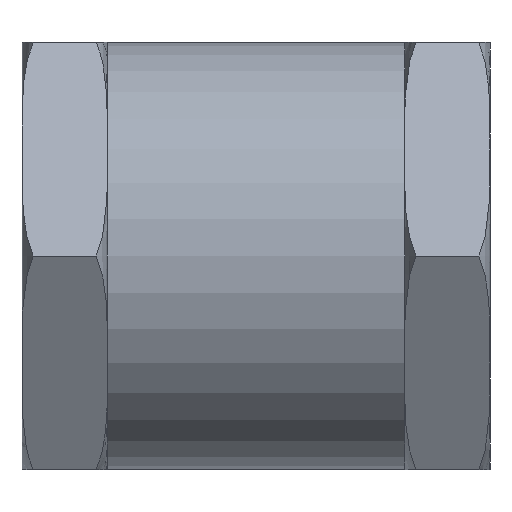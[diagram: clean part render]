
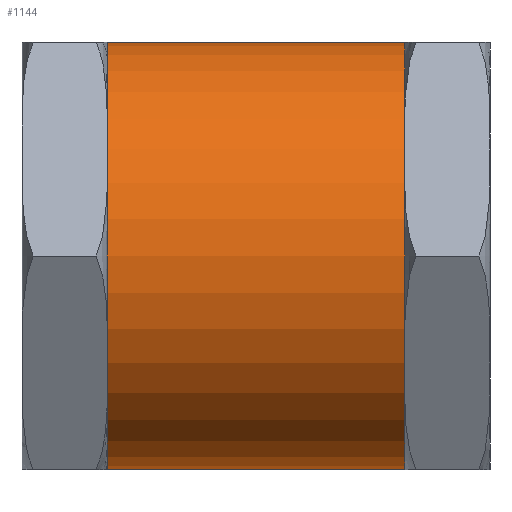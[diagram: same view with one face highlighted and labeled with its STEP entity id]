
A CAD part, left-side view. The second image highlights one B-rep face of the part: STEP entity #1144.
In plain terms, the highlighted cylindrical face has radius 15.875 mm (diameter 31.75 mm), a partial arc.
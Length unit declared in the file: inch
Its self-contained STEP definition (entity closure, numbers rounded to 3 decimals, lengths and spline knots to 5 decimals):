
#89=CARTESIAN_POINT('',(0.,-0.87,0.));
#90=DIRECTION('',(0.,1.,0.));
#91=DIRECTION('',(0.,0.,-1.));
#92=AXIS2_PLACEMENT_3D('',#89,#90,#91);
#94=CARTESIAN_POINT('',(0.,-0.87,0.));
#95=DIRECTION('',(0.,1.,0.));
#96=DIRECTION('',(-0.866,0.,-0.5));
#97=AXIS2_PLACEMENT_3D('',#94,#95,#96);
#99=CARTESIAN_POINT('',(0.,-0.87,0.));
#100=DIRECTION('',(0.,1.,0.));
#101=DIRECTION('',(-0.866,0.,0.5));
#102=AXIS2_PLACEMENT_3D('',#99,#100,#101);
#114=DIRECTION('',(0.,-1.,0.));
#115=VECTOR('',#114,0.87);
#116=CARTESIAN_POINT('',(0.,0.,-0.625));
#117=LINE('',#116,#115);
#118=CARTESIAN_POINT('',(0.,0.,0.));
#119=DIRECTION('',(0.,1.,0.));
#120=DIRECTION('',(0.,0.,-1.));
#121=AXIS2_PLACEMENT_3D('',#118,#119,#120);
#123=CARTESIAN_POINT('',(0.,0.,0.));
#124=DIRECTION('',(0.,1.,0.));
#125=DIRECTION('',(-0.866,0.,-0.5));
#126=AXIS2_PLACEMENT_3D('',#123,#124,#125);
#128=CARTESIAN_POINT('',(0.,0.,0.));
#129=DIRECTION('',(0.,1.,0.));
#130=DIRECTION('',(-0.866,0.,0.5));
#131=AXIS2_PLACEMENT_3D('',#128,#129,#130);
#192=DIRECTION('',(0.,-1.,0.));
#193=VECTOR('',#192,0.87);
#194=CARTESIAN_POINT('',(0.,0.,0.625));
#195=LINE('',#194,#193);
#905=CARTESIAN_POINT('',(0.,0.,-0.625));
#906=CARTESIAN_POINT('',(-0.54127,0.,-0.3125));
#907=VERTEX_POINT('',#905);
#908=VERTEX_POINT('',#906);
#909=CARTESIAN_POINT('',(-0.54127,0.,0.3125));
#910=VERTEX_POINT('',#909);
#911=CARTESIAN_POINT('',(0.,0.,0.625));
#912=VERTEX_POINT('',#911);
#917=CARTESIAN_POINT('',(0.,-0.87,-0.625));
#918=CARTESIAN_POINT('',(-0.54127,-0.87,-0.3125));
#919=VERTEX_POINT('',#917);
#920=VERTEX_POINT('',#918);
#921=CARTESIAN_POINT('',(-0.54127,-0.87,0.3125));
#922=VERTEX_POINT('',#921);
#923=CARTESIAN_POINT('',(0.,-0.87,0.625));
#924=VERTEX_POINT('',#923);
#1124=CARTESIAN_POINT('',(0.,0.065,0.));
#1125=DIRECTION('',(0.,1.,0.));
#1126=DIRECTION('',(0.,0.,-1.));
#1127=AXIS2_PLACEMENT_3D('',#1124,#1125,#1126);
#1128=CYLINDRICAL_SURFACE('',#1127,0.625);
#1130=ORIENTED_EDGE('',*,*,#1129,.T.);
#1132=ORIENTED_EDGE('',*,*,#1131,.T.);
#1134=ORIENTED_EDGE('',*,*,#1133,.T.);
#1136=ORIENTED_EDGE('',*,*,#1135,.T.);
#1137=ORIENTED_EDGE('',*,*,#1087,.F.);
#1138=ORIENTED_EDGE('',*,*,#1073,.F.);
#1139=ORIENTED_EDGE('',*,*,#1060,.F.);
#1141=ORIENTED_EDGE('',*,*,#1140,.F.);
#1142=EDGE_LOOP('',(#1130,#1132,#1134,#1136,#1137,#1138,#1139,#1141));
#1143=FACE_OUTER_BOUND('',#1142,.F.);
#1144=ADVANCED_FACE('',(#1143),#1128,.T.);
#93=CIRCLE('',#92,0.625);
#98=CIRCLE('',#97,0.625);
#103=CIRCLE('',#102,0.625);
#122=CIRCLE('',#121,0.625);
#127=CIRCLE('',#126,0.625);
#132=CIRCLE('',#131,0.625);
#1060=EDGE_CURVE('',#919,#920,#93,.T.);
#1073=EDGE_CURVE('',#920,#922,#98,.T.);
#1087=EDGE_CURVE('',#922,#924,#103,.T.);
#1129=EDGE_CURVE('',#907,#908,#122,.T.);
#1131=EDGE_CURVE('',#908,#910,#127,.T.);
#1133=EDGE_CURVE('',#910,#912,#132,.T.);
#1135=EDGE_CURVE('',#912,#924,#195,.T.);
#1140=EDGE_CURVE('',#907,#919,#117,.T.);
